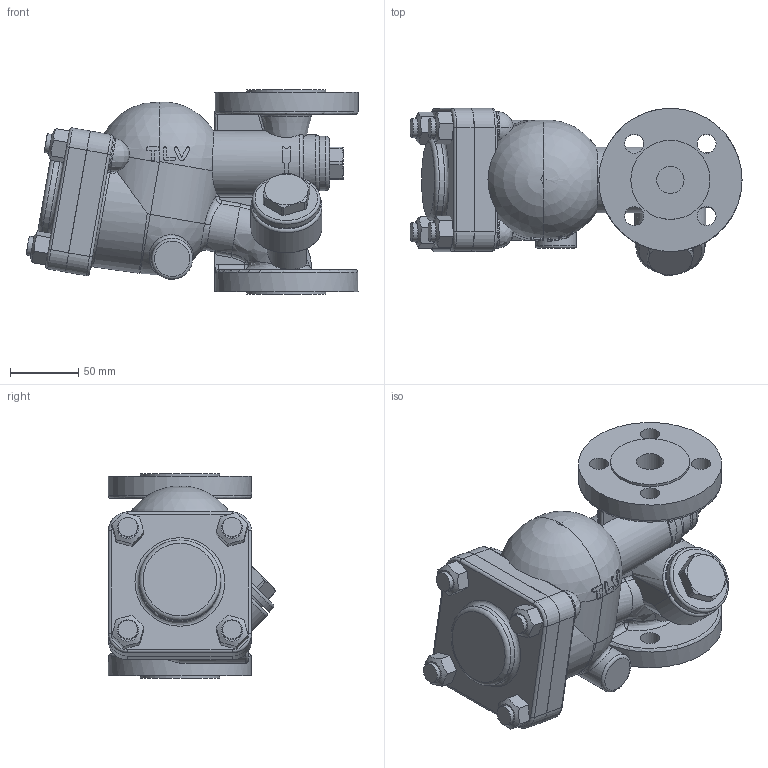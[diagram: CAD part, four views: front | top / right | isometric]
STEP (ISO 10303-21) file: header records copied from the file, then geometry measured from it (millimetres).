
FILE_DESCRIPTION((''),'2;1');
FILE_NAME('sjh5v-020-e0025-00.stp','2011-04-08T13:20:31',('knakanishi'),(''),'Autodesk Inventor 2008','Autodesk Inventor 2008','');
FILE_SCHEMA(('AUTOMOTIVE_DESIGN { 1 0 10303 214 1 1 1 1 }'));
Length unit declared in the file: millimetre
Products named in the file (1): sjh5v-020-e0025-00
Bounding box: 243.48 x 122.66 x 150 mm (x, y, z)
Volume: 1686276.3 mm3; surface area: 157243.1 mm2
Topology: 1 solids, 1 shells, 319 faces, 827 edges, 529 vertices
Faces by surface type: plane 113, bspline 82, cylinder 79, cone 18, torus 17, sphere 10
Full cylindrical faces by diameter (mm): 14 x8, 20 x1, 30 x2, 38.029 x1, 40 x1, 50 x1, 58 x1, 60 x1, 88 x1, 105 x2
Entity records: 17734 total; most frequent: CARTESIAN_POINT 10748, ORIENTED_EDGE 1520, DIRECTION 1294, EDGE_CURVE 760, AXIS2_PLACEMENT_3D 533, VERTEX_POINT 505, EDGE_LOOP 395, FACE_OUTER_BOUND 318
